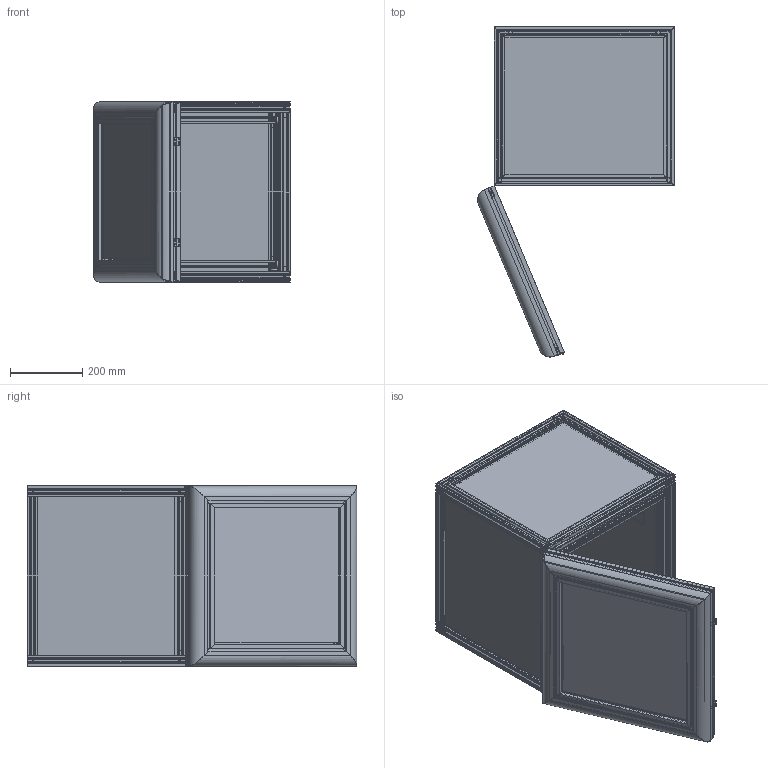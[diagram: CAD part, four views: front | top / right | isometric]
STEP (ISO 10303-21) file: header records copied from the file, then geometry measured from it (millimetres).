
FILE_DESCRIPTION(/* description */ (''),/* implementation_level */ '2;1');
FILE_NAME(/* name */ 'Behavior box with hole4cableBlock.stp',/* time_stamp */ '2022-03-01T16:52:55+08:00',/* author */ ('panjingwei'),/* organization */ (''),/* preprocessor_version */ 'ST-DEVELOPER v16.13',/* originating_system */ 'Autodesk Inventor 2018',/* authorisation */ '');
FILE_SCHEMA (('AUTOMOTIVE_DESIGN { 1 0 10303 214 3 1 1 }'));
Length unit declared in the file: millimetre
Products named in the file (38): Behavior box; Iner box-X3(JL-8-3060E) 500mm; Iner box-X4(JL-8-3060E) 500mm; Iner box-Y3(JL-8-3060E) 440mm; Iner box-Y4(JL-8-3060E) 440mm; Iner box-Z1(JL-8-3030E) 440mm; Iner box-Z2(JL-8-6060E) 440mm; Iner box-X1(JL-8-3030E); Iner box-Y1(JL-8-3030E) 440mm; Iner box-Y2(JL-8-3030E) 440mm; Iner box-X2(JL-8-3030E); outer box-Z3(JL-8-3030E) 440mm; Iner box-Y2(JL-6-2020E) 400mm; Iner box-X1(JL-6-2020E) 420mm; Iner box-Z1(JL-6-2020E) 380mm; Iner box-X3(JL-6-2020E) 420mm; Iner box-Y1(JL-6-2020E) 400mm; Iner box-Y3(JL-6-2020E) 400mm; Iner box-X2(JL-6-2020E) 420mm; outer door(JL-6-6060RG) 500mm; iner door(JL-6-2020E) 420mm; rubber gasket; 锁钩; 角槽连接件; 铝板 Big-Door; 铝板 Small-Door; 铝板 Big-Back; 铝板 Big-Bottom; 铝板 Big-Left; 铝板 Big-Right; 铝板 Big-Top; 铝板 Small-Back; 铝板 Small-Left; 铝板 Small-Right; 铝板 Small-Bottom; M6-25mm; M8-25mm; 2020角件
Assembly tree (103 placements, depth 2):
  Behavior box
    Iner box-X3(JL-8-3060E) 500mm
    Iner box-X4(JL-8-3060E) 500mm
    Iner box-Y3(JL-8-3060E) 440mm
    Iner box-Y4(JL-8-3060E) 440mm
    Iner box-Z1(JL-8-3030E) 440mm
    Iner box-Z2(JL-8-6060E) 440mm  x2
    Iner box-X1(JL-8-3030E)
    Iner box-Y1(JL-8-3030E) 440mm
    Iner box-Y2(JL-8-3030E) 440mm
    Iner box-X2(JL-8-3030E)
    outer box-Z3(JL-8-3030E) 440mm
    Iner box-X3(JL-6-2020E) 420mm  x2
    Iner box-Y1(JL-6-2020E) 400mm  x2
    Iner box-Y2(JL-6-2020E) 400mm
    Iner box-X1(JL-6-2020E) 420mm
    Iner box-Z1(JL-6-2020E) 380mm  x4
    Iner box-Y3(JL-6-2020E) 400mm
    Iner box-X2(JL-6-2020E) 420mm
    outer door(JL-6-6060RG) 500mm  x4
    iner door(JL-6-2020E) 420mm  x4
    M8-25mm  x8
    M6-25mm  x8
    rubber gasket  x21
    锁钩  x2
    角槽连接件  x12
    铝板 Big-Door
    铝板 Small-Door
    铝板 Big-Back
    铝板 Big-Bottom
    铝板 Big-Left
    铝板 Big-Right
    铝板 Big-Top
    铝板 Small-Back
    铝板 Small-Bottom  x2
    铝板 Small-Left
    铝板 Small-Right
    2020角件  x8
Bounding box: 546 x 914.86 x 500 mm (x, y, z)
Volume: 10681392.2 mm3; surface area: 8231044.2 mm2
Topology: 103 solids, 103 shells, 3397 faces, 9418 edges, 6244 vertices
Faces by surface type: plane 2917, cylinder 459, torus 21
Full cylindrical faces by diameter (mm): 3 x24, 4 x28, 4.917 x24, 5 x73, 6 x8, 6.8 x22, 8 x8, 9 x4, 9.546 x21, 10 x8, 13 x8, 20 x21
Entity records: 61265 total; most frequent: CARTESIAN_POINT 11677, ORIENTED_EDGE 10210, DIRECTION 9432, EDGE_CURVE 5105, LINE 4512, VECTOR 4512, VERTEX_POINT 3461, AXIS2_PLACEMENT_3D 2460
